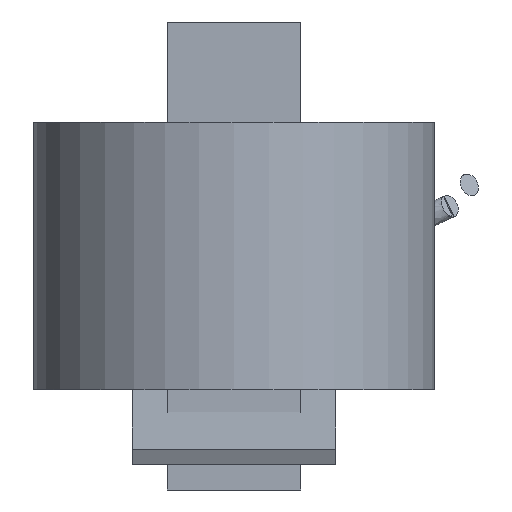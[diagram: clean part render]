
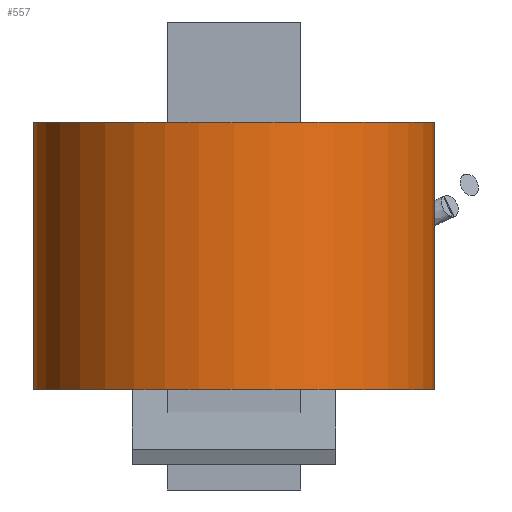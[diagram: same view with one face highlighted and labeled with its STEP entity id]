
A CAD part, front view. The second image highlights one B-rep face of the part: STEP entity #557.
In plain terms, the highlighted cylindrical face has radius 30 mm (diameter 60 mm), a partial arc.
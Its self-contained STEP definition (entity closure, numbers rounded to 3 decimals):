
#482=CARTESIAN_POINT('POINT25',(30.,0.,20.));
#483=VERTEX_POINT('VERTEX25',#482);
#484=CARTESIAN_POINT('POINT26',(-30.,0.,20.
   ));
#485=VERTEX_POINT('VERTEX26',#484);
#486=CARTESIAN_POINT('POS45',(0.,0.,20.));
#487=DIRECTION('DIR57',(0.,0.,1.));
#488=DIRECTION('DIR58',(1.,0.,0.));
#489=AXIS2_PLACEMENT_3D('AXIS13',#486,#487,#488);
#490=CIRCLE('ELLIPSE1',#489,30.);
#493=EDGE_CURVE('EDGE38',#485,#483,#490,.T.);
#509=CARTESIAN_POINT('POINT27',(30.,0.,-20.));
#510=VERTEX_POINT('VERTEX27',#509);
#511=CARTESIAN_POINT('POINT28',(-30.,0.,
   -20.));
#512=VERTEX_POINT('VERTEX28',#511);
#513=CARTESIAN_POINT('POS47',(0.,0.,-20.));
#514=DIRECTION('DIR61',(0.,0.,-1.));
#515=DIRECTION('DIR62',(1.,0.,0.));
#516=AXIS2_PLACEMENT_3D('AXIS15',#513,#514,#515);
#517=CIRCLE('ELLIPSE2',#516,30.);
#518=EDGE_CURVE('EDGE39',#510,#512,#517,.T.);
#536=CARTESIAN_POINT('POS49',(30.,0.,0.))
   ;
#537=DIRECTION('DIR65',(0.,0.,1.));
#538=VECTOR('VEC33',#537,1.);
#539=LINE('STRAIGHT33',#536,#538);
#540=EDGE_CURVE('EDGE41',#510,#483,#539,.T.);
#541=ORIENTED_EDGE('COEDGE77',*,*,#540,.T.);
#542=ORIENTED_EDGE('COEDGE78',*,*,#493,.F.);
#543=CARTESIAN_POINT('POS50',(-30.,0.,0.))
   ;
#544=DIRECTION('DIR66',(0.,0.,-1.));
#545=VECTOR('VEC34',#544,1.);
#546=LINE('STRAIGHT34',#543,#545);
#547=EDGE_CURVE('EDGE42',#485,#512,#546,.T.);
#548=ORIENTED_EDGE('COEDGE79',*,*,#547,.T.);
#549=ORIENTED_EDGE('COEDGE80',*,*,#518,.F.);
#550=EDGE_LOOP('NONE',(#541,#542,#548,#549));
#551=FACE_BOUND('LOOP1',#550,.T.);
#552=CARTESIAN_POINT('POS51',(0.,0.,0.));
#553=DIRECTION('DIR67',(0.,0.,1.));
#554=DIRECTION('DIR68',(1.,0.,0.));
#555=AXIS2_PLACEMENT_3D('AXIS17',#552,#553,#554);
#556=CYLINDRICAL_SURFACE('CONE_SURF1',#555,30.);
#557=ADVANCED_FACE('FACE19',(#551),#556,.T.);
